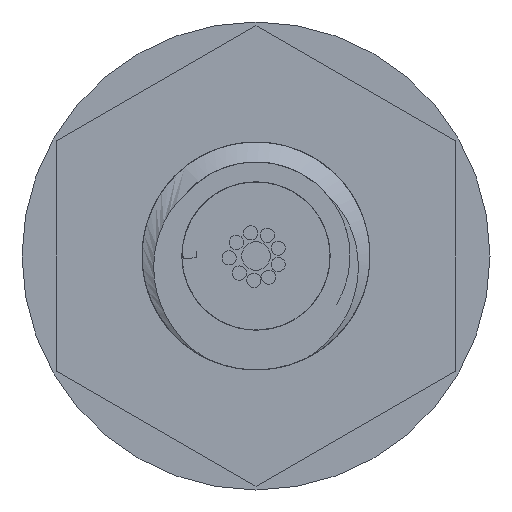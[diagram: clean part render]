
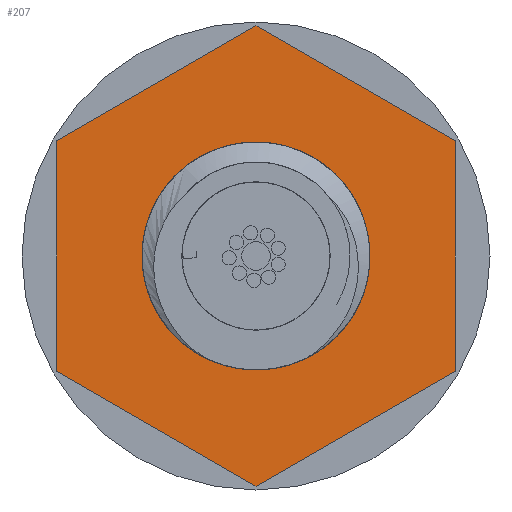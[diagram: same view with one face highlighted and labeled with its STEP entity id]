
A CAD part, left-side view. The second image highlights one B-rep face of the part: STEP entity #207.
In plain terms, the highlighted planar face has unit normal (-1, 0, 0).
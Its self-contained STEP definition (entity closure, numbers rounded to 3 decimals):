
#149=FACE_OUTER_BOUND('',#470,.T.);
#207=ADVANCED_FACE('',(#149),#251,.F.);
#251=PLANE('',#947);
#292=LINE('',#8244,#334);
#296=LINE('',#8253,#338);
#299=LINE('',#8259,#341);
#302=LINE('',#8265,#344);
#305=LINE('',#8271,#347);
#308=LINE('',#8277,#350);
#334=VECTOR('',#1096,1.);
#338=VECTOR('',#1102,1.);
#341=VECTOR('',#1107,1.);
#344=VECTOR('',#1112,1.);
#347=VECTOR('',#1117,1.);
#350=VECTOR('',#1122,1.);
#470=EDGE_LOOP('',(#625,#626,#627,#628,#629,#630));
#625=ORIENTED_EDGE('',*,*,#805,.F.);
#626=ORIENTED_EDGE('',*,*,#821,.F.);
#627=ORIENTED_EDGE('',*,*,#818,.F.);
#628=ORIENTED_EDGE('',*,*,#815,.F.);
#629=ORIENTED_EDGE('',*,*,#812,.F.);
#630=ORIENTED_EDGE('',*,*,#809,.F.);
#723=VERTEX_POINT('',#8245);
#724=VERTEX_POINT('',#8246);
#727=VERTEX_POINT('',#8254);
#729=VERTEX_POINT('',#8260);
#731=VERTEX_POINT('',#8266);
#733=VERTEX_POINT('',#8272);
#805=EDGE_CURVE('',#723,#724,#292,.T.);
#809=EDGE_CURVE('',#724,#727,#296,.T.);
#812=EDGE_CURVE('',#727,#729,#299,.T.);
#815=EDGE_CURVE('',#729,#731,#302,.T.);
#818=EDGE_CURVE('',#731,#733,#305,.T.);
#821=EDGE_CURVE('',#733,#723,#308,.T.);
#947=AXIS2_PLACEMENT_3D('',#8281,#1128,#1129);
#1096=DIRECTION('',(0.,0.,-1.));
#1102=DIRECTION('',(0.,0.866,-0.5));
#1107=DIRECTION('',(0.,0.866,0.5));
#1112=DIRECTION('',(0.,0.,1.));
#1117=DIRECTION('',(0.,-0.866,0.5));
#1122=DIRECTION('',(0.,-0.866,-0.5));
#1128=DIRECTION('',(1.,0.,0.));
#1129=DIRECTION('',(0.,0.,-1.));
#8244=CARTESIAN_POINT('',(5.,-3.5,2.021));
#8245=CARTESIAN_POINT('',(5.,-3.5,2.021));
#8246=CARTESIAN_POINT('',(5.,-3.5,-2.021));
#8253=CARTESIAN_POINT('',(5.,-3.5,-2.021));
#8254=CARTESIAN_POINT('',(5.,0.,-4.041));
#8259=CARTESIAN_POINT('',(5.,0.,-4.041));
#8260=CARTESIAN_POINT('',(5.,3.5,-2.021));
#8265=CARTESIAN_POINT('',(5.,3.5,-2.021));
#8266=CARTESIAN_POINT('',(5.,3.5,2.021));
#8271=CARTESIAN_POINT('',(5.,3.5,2.021));
#8272=CARTESIAN_POINT('',(5.,0.,4.041));
#8277=CARTESIAN_POINT('',(5.,0.,4.041));
#8281=CARTESIAN_POINT('',(5.,0.,0.));
